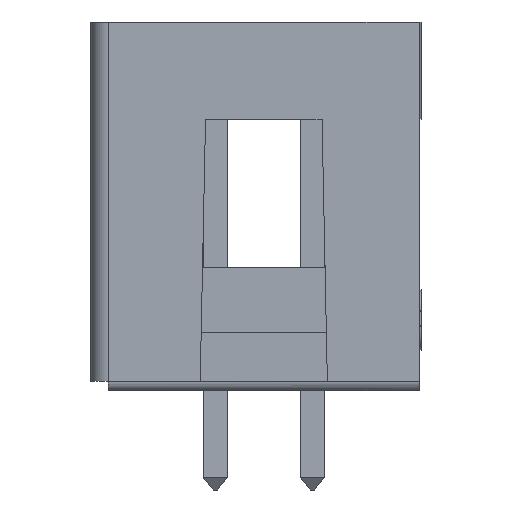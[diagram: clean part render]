
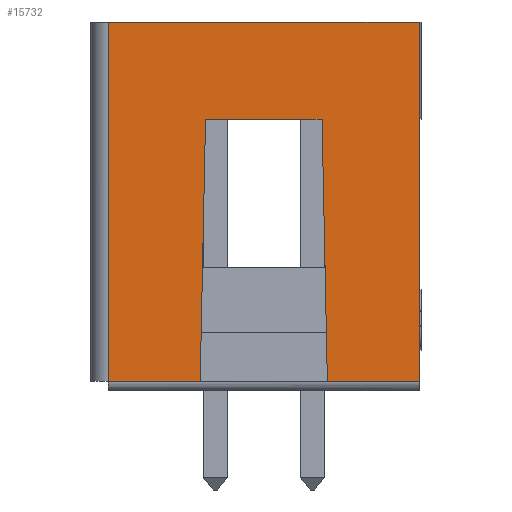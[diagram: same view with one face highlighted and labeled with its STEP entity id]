
A CAD part, left-side view. The second image highlights one B-rep face of the part: STEP entity #15732.
In plain terms, the highlighted planar face has unit normal (-1, 0, 0).
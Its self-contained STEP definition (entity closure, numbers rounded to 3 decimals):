
#13516=CARTESIAN_POINT('',(-20.168,-1.524,7.112));
#13517=VERTEX_POINT('',#13516);
#13527=CARTESIAN_POINT('',(-20.168,1.524,7.112));
#13528=VERTEX_POINT('',#13527);
#13529=CARTESIAN_POINT('',(-20.168,1.524,7.112));
#13530=CARTESIAN_POINT('',(-20.168,0.508,7.112));
#13531=CARTESIAN_POINT('',(-20.168,-0.508,7.112));
#13532=CARTESIAN_POINT('',(-20.168,-1.524,7.112));
#13533=QUASI_UNIFORM_CURVE('',3,(#13529,#13530,#13531,#13532),.UNSPECIFIED.,.F.,.U.);
#13534=EDGE_CURVE('',#13528,#13517,#13533,.T.);
#14008=CARTESIAN_POINT('',(-20.168,4.064,9.652));
#14009=VERTEX_POINT('',#14008);
#14010=CARTESIAN_POINT('',(-20.168,4.064,0.254));
#14011=VERTEX_POINT('',#14010);
#14012=CARTESIAN_POINT('',(-20.168,4.064,9.652));
#14013=CARTESIAN_POINT('',(-20.168,4.064,6.519));
#14014=CARTESIAN_POINT('',(-20.168,4.064,3.387));
#14015=CARTESIAN_POINT('',(-20.168,4.064,0.254));
#14016=QUASI_UNIFORM_CURVE('',3,(#14012,#14013,#14014,#14015),.UNSPECIFIED.,.F.,.U.);
#14017=EDGE_CURVE('',#14009,#14011,#14016,.T.);
#15644=CARTESIAN_POINT('',(-20.168,-4.064,0.254));
#15645=VERTEX_POINT('',#15644);
#15653=CARTESIAN_POINT('',(-20.168,-1.664,0.254));
#15654=VERTEX_POINT('',#15653);
#15655=CARTESIAN_POINT('',(-20.168,-1.664,0.254));
#15656=CARTESIAN_POINT('',(-20.168,-2.464,0.254));
#15657=CARTESIAN_POINT('',(-20.168,-3.264,0.254));
#15658=CARTESIAN_POINT('',(-20.168,-4.064,0.254));
#15659=QUASI_UNIFORM_CURVE('',3,(#15655,#15656,#15657,#15658),.UNSPECIFIED.,.F.,.U.);
#15660=EDGE_CURVE('',#15654,#15645,#15659,.T.);
#15670=CARTESIAN_POINT('',(-20.168,1.664,0.254));
#15671=VERTEX_POINT('',#15670);
#15679=CARTESIAN_POINT('',(-20.168,4.064,0.254));
#15680=CARTESIAN_POINT('',(-20.168,3.264,0.254));
#15681=CARTESIAN_POINT('',(-20.168,2.464,0.254));
#15682=CARTESIAN_POINT('',(-20.168,1.664,0.254));
#15683=QUASI_UNIFORM_CURVE('',3,(#15679,#15680,#15681,#15682),.UNSPECIFIED.,.F.,.U.);
#15684=EDGE_CURVE('',#14011,#15671,#15683,.T.);
#15691=CARTESIAN_POINT('',(-20.168,4.47,10.122));
#15692=DIRECTION('',(-1.0,0.0,0.0));
#15693=DIRECTION('',(0.0,0.0,-1.0));
#15694=AXIS2_PLACEMENT_3D('',#15691,#15692,#15693);
#15695=PLANE('',#15694);
#15696=CARTESIAN_POINT('',(-20.168,-4.064,9.652));
#15697=VERTEX_POINT('',#15696);
#15698=CARTESIAN_POINT('',(-20.168,-4.064,0.254));
#15699=CARTESIAN_POINT('',(-20.168,-4.064,3.387));
#15700=CARTESIAN_POINT('',(-20.168,-4.064,6.519));
#15701=CARTESIAN_POINT('',(-20.168,-4.064,9.652));
#15702=QUASI_UNIFORM_CURVE('',3,(#15698,#15699,#15700,#15701),.UNSPECIFIED.,.F.,.U.);
#15703=EDGE_CURVE('',#15645,#15697,#15702,.T.);
#15704=ORIENTED_EDGE('',*,*,#15703,.T.);
#15705=CARTESIAN_POINT('',(-20.168,4.064,9.652));
#15706=CARTESIAN_POINT('',(-20.168,1.355,9.652));
#15707=CARTESIAN_POINT('',(-20.168,-1.355,9.652));
#15708=CARTESIAN_POINT('',(-20.168,-4.064,9.652));
#15709=QUASI_UNIFORM_CURVE('',3,(#15705,#15706,#15707,#15708),.UNSPECIFIED.,.F.,.U.);
#15710=EDGE_CURVE('',#14009,#15697,#15709,.T.);
#15711=ORIENTED_EDGE('',*,*,#15710,.F.);
#15712=ORIENTED_EDGE('',*,*,#14017,.T.);
#15713=ORIENTED_EDGE('',*,*,#15684,.T.);
#15714=CARTESIAN_POINT('',(-20.168,1.524,7.112));
#15715=CARTESIAN_POINT('',(-20.168,1.571,4.826));
#15716=CARTESIAN_POINT('',(-20.168,1.617,2.54));
#15717=CARTESIAN_POINT('',(-20.168,1.664,0.254));
#15718=QUASI_UNIFORM_CURVE('',3,(#15714,#15715,#15716,#15717),.UNSPECIFIED.,.F.,.U.);
#15719=EDGE_CURVE('',#13528,#15671,#15718,.T.);
#15720=ORIENTED_EDGE('',*,*,#15719,.F.);
#15721=ORIENTED_EDGE('',*,*,#13534,.T.);
#15722=CARTESIAN_POINT('',(-20.168,-1.664,0.254));
#15723=CARTESIAN_POINT('',(-20.168,-1.617,2.54));
#15724=CARTESIAN_POINT('',(-20.168,-1.571,4.826));
#15725=CARTESIAN_POINT('',(-20.168,-1.524,7.112));
#15726=QUASI_UNIFORM_CURVE('',3,(#15722,#15723,#15724,#15725),.UNSPECIFIED.,.F.,.U.);
#15727=EDGE_CURVE('',#15654,#13517,#15726,.T.);
#15728=ORIENTED_EDGE('',*,*,#15727,.F.);
#15729=ORIENTED_EDGE('',*,*,#15660,.T.);
#15730=EDGE_LOOP('',(#15704,#15711,#15712,#15713,#15720,#15721,#15728,#15729));
#15731=FACE_OUTER_BOUND('',#15730,.T.);
#15732=ADVANCED_FACE('',(#15731),#15695,.T.);
